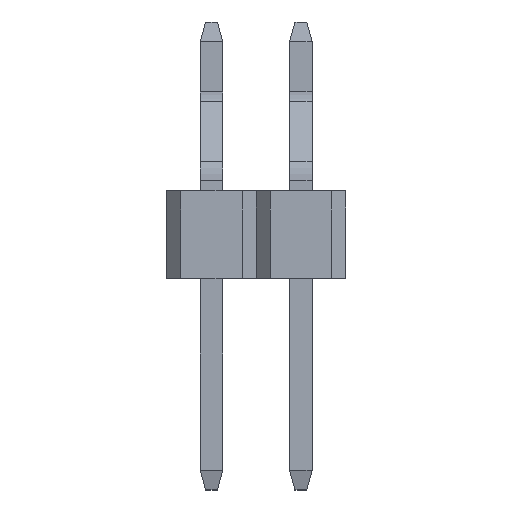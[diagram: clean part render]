
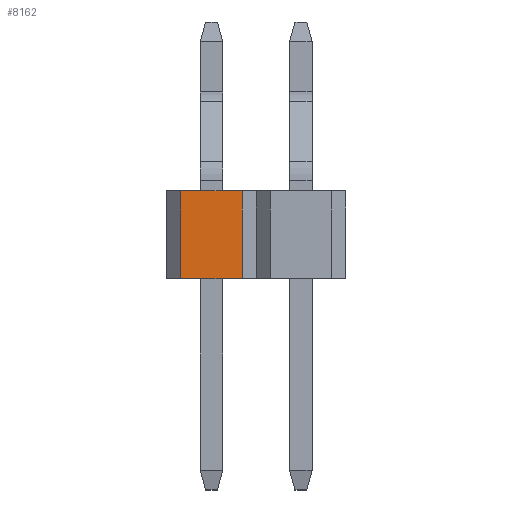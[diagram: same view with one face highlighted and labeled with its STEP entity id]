
A CAD part, top view. The second image highlights one B-rep face of the part: STEP entity #8162.
In plain terms, the highlighted planar face has unit normal (0, 0, 1).
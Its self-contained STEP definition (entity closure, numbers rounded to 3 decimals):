
#36 = VECTOR ( 'NONE', #8035, 1000. ) ;
#125 = CARTESIAN_POINT ( 'NONE',  ( -2.14, -2.5, 1.25 ) ) ;
#488 = CARTESIAN_POINT ( 'NONE',  ( -2.14, 0., 1.25 ) ) ;
#648 = DIRECTION ( 'NONE',  ( -1., 0., 0. ) ) ;
#703 = LINE ( 'NONE', #1397, #10157 ) ;
#1029 = VERTEX_POINT ( 'NONE', #488 ) ;
#1033 = DIRECTION ( 'NONE',  ( 0., 1., 0. ) ) ;
#1286 = DIRECTION ( 'NONE',  ( 0., 1., 0. ) ) ;
#1397 = CARTESIAN_POINT ( 'NONE',  ( -2.14, 0., 1.25 ) ) ;
#1453 = LINE ( 'NONE', #8143, #4725 ) ;
#2252 = PLANE ( 'NONE',  #7413 ) ;
#2473 = ORIENTED_EDGE ( 'NONE', *, *, #7013, .T. ) ;
#2987 = CARTESIAN_POINT ( 'NONE',  ( -2.14, -2.5, 1.25 ) ) ;
#3107 = LINE ( 'NONE', #7174, #36 ) ;
#3110 = DIRECTION ( 'NONE',  ( -1., 0., 0. ) ) ;
#3187 = CARTESIAN_POINT ( 'NONE',  ( -0.4, 0., 1.25 ) ) ;
#3638 = VERTEX_POINT ( 'NONE', #2987 ) ;
#3888 = EDGE_LOOP ( 'NONE', ( #9292, #6755, #8510, #2473 ) ) ;
#4379 = EDGE_CURVE ( 'NONE', #8704, #1029, #703, .T. ) ;
#4392 = DIRECTION ( 'NONE',  ( 0., 0., -1. ) ) ;
#4451 = CARTESIAN_POINT ( 'NONE',  ( -2.14, -2.5, 1.25 ) ) ;
#4725 = VECTOR ( 'NONE', #648, 1000. ) ;
#5696 = VECTOR ( 'NONE', #1033, 1000. ) ;
#5910 = CARTESIAN_POINT ( 'NONE',  ( -0.4, -2.5, 1.25 ) ) ;
#6378 = EDGE_CURVE ( 'NONE', #9178, #3638, #1453, .T. ) ;
#6401 = FACE_OUTER_BOUND ( 'NONE', #3888, .T. ) ;
#6755 = ORIENTED_EDGE ( 'NONE', *, *, #10846, .F. ) ;
#7013 = EDGE_CURVE ( 'NONE', #9178, #8704, #3107, .T. ) ;
#7174 = CARTESIAN_POINT ( 'NONE',  ( -0.4, -2.5, 1.25 ) ) ;
#7413 = AXIS2_PLACEMENT_3D ( 'NONE', #4451, #4392, #1286 ) ;
#8035 = DIRECTION ( 'NONE',  ( 0., 1., 0. ) ) ;
#8143 = CARTESIAN_POINT ( 'NONE',  ( -2.14, -2.5, 1.25 ) ) ;
#8162 = ADVANCED_FACE ( 'NONE', ( #6401 ), #2252, .F. ) ;
#8510 = ORIENTED_EDGE ( 'NONE', *, *, #6378, .F. ) ;
#8552 = LINE ( 'NONE', #125, #5696 ) ;
#8704 = VERTEX_POINT ( 'NONE', #3187 ) ;
#9178 = VERTEX_POINT ( 'NONE', #5910 ) ;
#9292 = ORIENTED_EDGE ( 'NONE', *, *, #4379, .T. ) ;
#10157 = VECTOR ( 'NONE', #3110, 1000. ) ;
#10846 = EDGE_CURVE ( 'NONE', #3638, #1029, #8552, .T. ) ;
